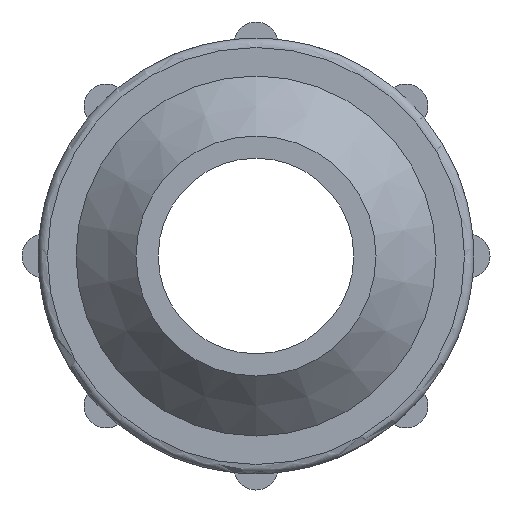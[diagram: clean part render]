
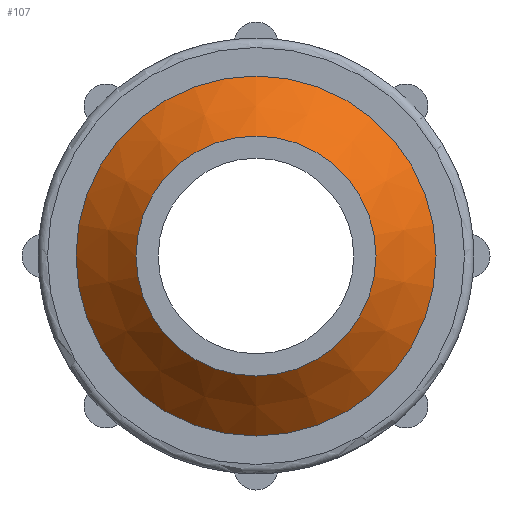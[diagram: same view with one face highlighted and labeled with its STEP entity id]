
A CAD part, left-side view. The second image highlights one B-rep face of the part: STEP entity #107.
In plain terms, the highlighted conical face has half-angle 45 degrees and reference radius 30 mm.
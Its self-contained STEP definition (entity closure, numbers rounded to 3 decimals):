
#107 = ADVANCED_FACE( '', ( #191, #192 ), #193, .T. );
#191 = FACE_BOUND( '', #285, .T. );
#192 = FACE_OUTER_BOUND( '', #286, .T. );
#193 = CONICAL_SURFACE( '', #287, 30., 0.785 );
#285 = EDGE_LOOP( '', ( #542 ) );
#286 = EDGE_LOOP( '', ( #543 ) );
#287 = AXIS2_PLACEMENT_3D( '', #544, #545, #546 );
#542 = ORIENTED_EDGE( '', *, *, #633, .T. );
#543 = ORIENTED_EDGE( '', *, *, #694, .F. );
#544 = CARTESIAN_POINT( '', ( 52., 0., 0. ) );
#545 = DIRECTION( '', ( 1., 0., 0. ) );
#546 = DIRECTION( '', ( 0., 0., -1. ) );
#633 = EDGE_CURVE( '', #744, #744, #745, .T. );
#694 = EDGE_CURVE( '', #837, #837, #838, .T. );
#744 = VERTEX_POINT( '', #1010 );
#745 = CIRCLE( '', #1011, 20. );
#837 = VERTEX_POINT( '', #1121 );
#838 = CIRCLE( '', #1122, 30. );
#1010 = CARTESIAN_POINT( '', ( 42., 0., -20. ) );
#1011 = AXIS2_PLACEMENT_3D( '', #1175, #1176, #1177 );
#1121 = CARTESIAN_POINT( '', ( 52., 0., -30. ) );
#1122 = AXIS2_PLACEMENT_3D( '', #1322, #1323, #1324 );
#1175 = CARTESIAN_POINT( '', ( 42., 0., 0. ) );
#1176 = DIRECTION( '', ( 1., 0., 0. ) );
#1177 = DIRECTION( '', ( 0., 0., -1. ) );
#1322 = CARTESIAN_POINT( '', ( 52., 0., 0. ) );
#1323 = DIRECTION( '', ( 1., 0., 0. ) );
#1324 = DIRECTION( '', ( 0., 0., -1. ) );
